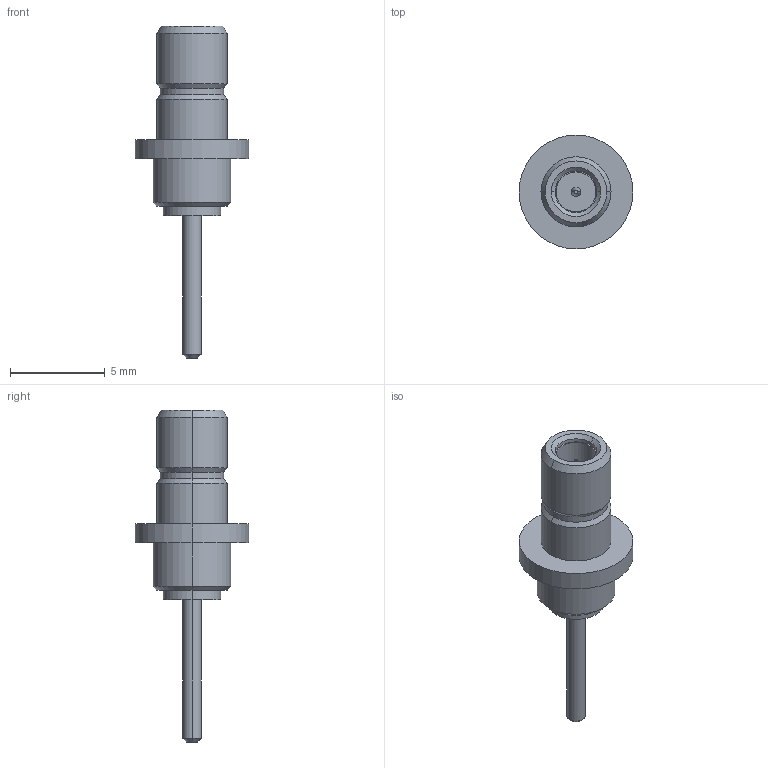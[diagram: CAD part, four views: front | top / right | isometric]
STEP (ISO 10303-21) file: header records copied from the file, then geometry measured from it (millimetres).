
FILE_DESCRIPTION (( 'STEP AP214' ), '1' );
FILE_NAME ('J01160A0449.STEP', '2016-11-18T14:28:40', ( '' ), ( '' ), 'SwSTEP 2.0', 'SolidWorks 2015', '' );
FILE_SCHEMA (( 'AUTOMOTIVE_DESIGN' ));
Length unit declared in the file: millimetre
Products named in the file (1): J01160A0449
Bounding box: 6 x 6 x 17.5 mm (x, y, z)
Volume: 124.7 mm3; surface area: 249.5 mm2
Topology: 1 solids, 2 shells, 49 faces, 96 edges, 58 vertices
Faces by surface type: cylinder 24, cone 14, plane 11
Entity records: 1817 total; most frequent: DIRECTION 254, CARTESIAN_POINT 204, ORIENTED_EDGE 192, AXIS2_PLACEMENT_3D 108, EDGE_CURVE 96, EDGE_LOOP 58, VERTEX_POINT 58, CIRCLE 58
